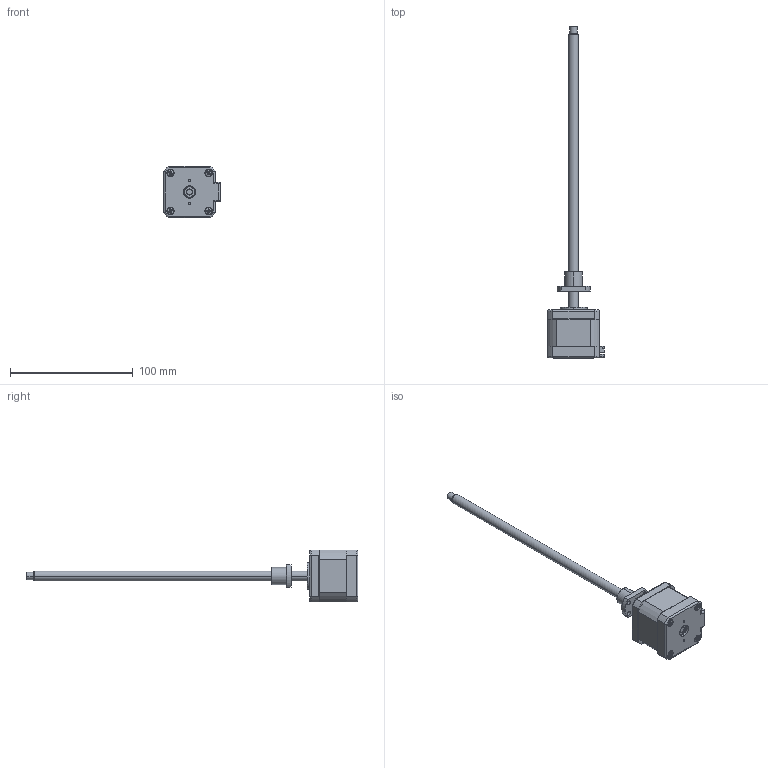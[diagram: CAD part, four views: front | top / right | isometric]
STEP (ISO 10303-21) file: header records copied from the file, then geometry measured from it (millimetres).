
FILE_DESCRIPTION (( 'STEP AP203' ), '1' );
FILE_NAME ('BE172S-B0801-225-AK1-S-200.STEP', '2019-04-11T01:11:17', ( 'Sky123.Org' ), ( 'Sky123.Org' ), 'SwSTEP 2.0', 'SolidWorks 2014', '' );
FILE_SCHEMA (( 'CONFIG_CONTROL_DESIGN' ));
Length unit declared in the file: millimetre
Products named in the file (1): BE172S-B0801-225-AK1-S-200
Bounding box: 46.2 x 270.3 x 42.2 mm (x, y, z)
Surface area: 22993.4 mm2 (no closed solid volume)
Topology: 0 solids, 19 shells, 284 faces, 998 edges, 709 vertices
Faces by surface type: plane 139, cylinder 76, cone 49, torus 12, sphere 8
Entity records: 11378 total; most frequent: CARTESIAN_POINT 2840, DIRECTION 1718, ORIENTED_EDGE 1615, EDGE_CURVE 998, VERTEX_POINT 709, LINE 576, VECTOR 576, AXIS2_PLACEMENT_3D 571
